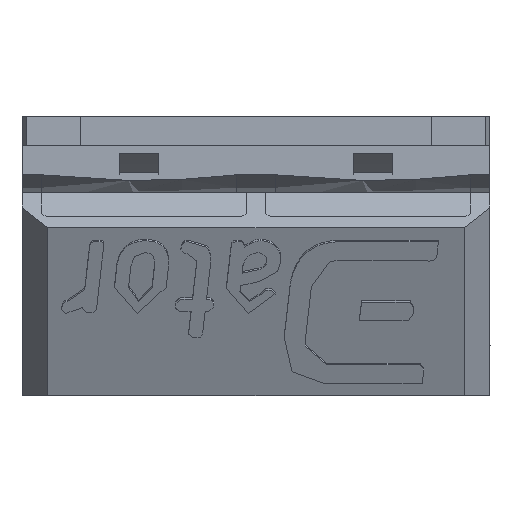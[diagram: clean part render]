
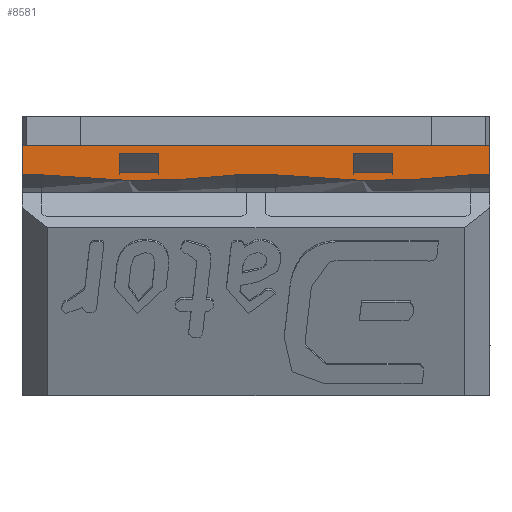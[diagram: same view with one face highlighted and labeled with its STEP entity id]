
A CAD part, front view. The second image highlights one B-rep face of the part: STEP entity #8581.
In plain terms, the highlighted planar face has unit normal (0, -1, 0).
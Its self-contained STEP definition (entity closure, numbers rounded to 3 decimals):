
#232=B_SPLINE_CURVE_WITH_KNOTS('',3,(#13162,#13163,#13164,#13165,#13166,
#13167,#13168,#13169,#13170,#13171),.UNSPECIFIED.,.F.,.F.,(4,2,2,2,4),(28.772,
28.819,29.737,30.655,30.702),
 .UNSPECIFIED.);
#234=B_SPLINE_CURVE_WITH_KNOTS('',3,(#13196,#13197,#13198,#13199,#13200,
#13201,#13202,#13203,#13204,#13205),.UNSPECIFIED.,.F.,.F.,(4,2,2,2,4),(28.772,
28.819,29.737,30.655,30.702),
 .UNSPECIFIED.);
#455=FACE_BOUND('',#1323,.T.);
#456=FACE_BOUND('',#1324,.T.);
#838=FACE_OUTER_BOUND('',#1322,.T.);
#1322=EDGE_LOOP('',(#6620,#6621,#6622,#6623,#6624,#6625,#6626,#6627));
#1323=EDGE_LOOP('',(#6628,#6629,#6630,#6631));
#1324=EDGE_LOOP('',(#6632,#6633,#6634,#6635));
#1987=LINE('',#13114,#2873);
#1989=LINE('',#13120,#2875);
#1992=LINE('',#13127,#2878);
#1994=LINE('',#13131,#2880);
#1996=LINE('',#13139,#2882);
#1998=LINE('',#13144,#2884);
#2001=LINE('',#13152,#2887);
#2003=LINE('',#13156,#2889);
#2004=LINE('',#13190,#2890);
#2070=LINE('',#13913,#2956);
#2099=LINE('',#13977,#2985);
#2100=LINE('',#13979,#2986);
#2101=LINE('',#13981,#2987);
#2102=LINE('',#13982,#2988);
#2873=VECTOR('',#10352,1000.);
#2875=VECTOR('',#10360,1000.);
#2878=VECTOR('',#10365,1000.);
#2880=VECTOR('',#10371,1000.);
#2882=VECTOR('',#10377,1000.);
#2884=VECTOR('',#10383,1000.);
#2887=VECTOR('',#10390,1000.);
#2889=VECTOR('',#10396,1000.);
#2890=VECTOR('',#10405,10.);
#2956=VECTOR('',#10611,10.);
#2985=VECTOR('',#10664,1000.);
#2986=VECTOR('',#10665,1000.);
#2987=VECTOR('',#10666,1000.);
#2988=VECTOR('',#10667,10.);
#3787=VERTEX_POINT('',#13111);
#3788=VERTEX_POINT('',#13113);
#3789=VERTEX_POINT('',#13118);
#3792=VERTEX_POINT('',#13126);
#3795=VERTEX_POINT('',#13136);
#3796=VERTEX_POINT('',#13138);
#3797=VERTEX_POINT('',#13143);
#3800=VERTEX_POINT('',#13151);
#3801=VERTEX_POINT('',#13158);
#3803=VERTEX_POINT('',#13161);
#3805=VERTEX_POINT('',#13189);
#3807=VERTEX_POINT('',#13195);
#3938=VERTEX_POINT('',#13910);
#3958=VERTEX_POINT('',#13976);
#3959=VERTEX_POINT('',#13978);
#3960=VERTEX_POINT('',#13980);
#4765=EDGE_CURVE('',#3787,#3788,#1987,.T.);
#4769=EDGE_CURVE('',#3788,#3789,#1989,.T.);
#4772=EDGE_CURVE('',#3789,#3792,#1992,.T.);
#4775=EDGE_CURVE('',#3792,#3787,#1994,.T.);
#4778=EDGE_CURVE('',#3795,#3796,#1996,.T.);
#4781=EDGE_CURVE('',#3796,#3797,#1998,.T.);
#4785=EDGE_CURVE('',#3797,#3800,#2001,.T.);
#4788=EDGE_CURVE('',#3800,#3795,#2003,.T.);
#4790=EDGE_CURVE('',#3803,#3801,#232,.T.);
#4793=EDGE_CURVE('',#3805,#3803,#2004,.T.);
#4796=EDGE_CURVE('',#3807,#3805,#234,.T.);
#4941=EDGE_CURVE('',#3801,#3938,#2070,.T.);
#4974=EDGE_CURVE('',#3958,#3938,#2099,.T.);
#4975=EDGE_CURVE('',#3958,#3959,#2100,.T.);
#4976=EDGE_CURVE('',#3959,#3960,#2101,.T.);
#4977=EDGE_CURVE('',#3960,#3807,#2102,.T.);
#6620=ORIENTED_EDGE('',*,*,#4793,.T.);
#6621=ORIENTED_EDGE('',*,*,#4790,.T.);
#6622=ORIENTED_EDGE('',*,*,#4941,.T.);
#6623=ORIENTED_EDGE('',*,*,#4974,.F.);
#6624=ORIENTED_EDGE('',*,*,#4975,.T.);
#6625=ORIENTED_EDGE('',*,*,#4976,.T.);
#6626=ORIENTED_EDGE('',*,*,#4977,.T.);
#6627=ORIENTED_EDGE('',*,*,#4796,.T.);
#6628=ORIENTED_EDGE('',*,*,#4788,.F.);
#6629=ORIENTED_EDGE('',*,*,#4785,.F.);
#6630=ORIENTED_EDGE('',*,*,#4781,.F.);
#6631=ORIENTED_EDGE('',*,*,#4778,.F.);
#6632=ORIENTED_EDGE('',*,*,#4775,.F.);
#6633=ORIENTED_EDGE('',*,*,#4772,.F.);
#6634=ORIENTED_EDGE('',*,*,#4769,.F.);
#6635=ORIENTED_EDGE('',*,*,#4765,.F.);
#8260=PLANE('',#9192);
#8581=ADVANCED_FACE('',(#838,#455,#456),#8260,.T.);
#9192=AXIS2_PLACEMENT_3D('',#13975,#10662,#10663);
#10352=DIRECTION('',(0.,0.,1.));
#10360=DIRECTION('',(-1.,0.,0.));
#10365=DIRECTION('',(0.,0.,-1.));
#10371=DIRECTION('',(1.,0.,0.));
#10377=DIRECTION('',(0.,0.,1.));
#10383=DIRECTION('',(-1.,0.,0.));
#10390=DIRECTION('',(0.,0.,-1.));
#10396=DIRECTION('',(1.,0.,0.));
#10405=DIRECTION('',(1.,0.,0.));
#10611=DIRECTION('',(1.,0.,0.));
#10662=DIRECTION('center_axis',(0.,-1.,0.));
#10663=DIRECTION('ref_axis',(0.,0.,
1.));
#10664=DIRECTION('',(0.,0.,-1.));
#10665=DIRECTION('',(-1.,0.,0.));
#10666=DIRECTION('',(0.,0.,-1.));
#10667=DIRECTION('',(1.,0.,0.));
#13111=CARTESIAN_POINT('',(-16.666,41.564,47.318));
#13113=CARTESIAN_POINT('',(-16.666,41.564,49.318));
#13114=CARTESIAN_POINT('',(-16.666,41.564,47.318));
#13118=CARTESIAN_POINT('',(-20.666,41.564,49.318));
#13120=CARTESIAN_POINT('',(-16.666,41.564,49.318));
#13126=CARTESIAN_POINT('',(-20.666,41.564,47.318));
#13127=CARTESIAN_POINT('',(-20.666,41.564,49.318));
#13131=CARTESIAN_POINT('',(-20.666,41.564,47.318));
#13136=CARTESIAN_POINT('',(7.334,41.564,47.318));
#13138=CARTESIAN_POINT('',(7.334,41.564,49.318));
#13139=CARTESIAN_POINT('',(7.334,41.564,47.318));
#13143=CARTESIAN_POINT('',(3.334,41.564,49.318));
#13144=CARTESIAN_POINT('',(7.334,41.564,49.318));
#13151=CARTESIAN_POINT('',(3.334,41.564,47.318));
#13152=CARTESIAN_POINT('',(3.334,41.564,49.318));
#13156=CARTESIAN_POINT('',(3.334,41.564,47.318));
#13158=CARTESIAN_POINT('',(15.334,41.564,47.107));
#13161=CARTESIAN_POINT('',(-4.666,41.564,47.107));
#13162=CARTESIAN_POINT('Ctrl Pts',(-4.666,41.564,47.107));
#13163=CARTESIAN_POINT('Ctrl Pts',(-4.5,41.564,47.088));
#13164=CARTESIAN_POINT('Ctrl Pts',(-4.334,41.564,47.069));
#13165=CARTESIAN_POINT('Ctrl Pts',(-0.923,41.564,46.693));
#13166=CARTESIAN_POINT('Ctrl Pts',(2.273,41.564,46.523));
#13167=CARTESIAN_POINT('Ctrl Pts',(8.394,41.564,46.523));
#13168=CARTESIAN_POINT('Ctrl Pts',(11.59,41.564,46.693));
#13169=CARTESIAN_POINT('Ctrl Pts',(15.001,41.564,47.069));
#13170=CARTESIAN_POINT('Ctrl Pts',(15.167,41.564,47.088));
#13171=CARTESIAN_POINT('Ctrl Pts',(15.334,41.564,47.107));
#13189=CARTESIAN_POINT('',(-8.666,41.564,47.107));
#13190=CARTESIAN_POINT('',(17.331,41.564,47.107));
#13195=CARTESIAN_POINT('',(-28.666,41.564,47.107));
#13196=CARTESIAN_POINT('Ctrl Pts',(-28.666,41.564,47.107));
#13197=CARTESIAN_POINT('Ctrl Pts',(-28.5,41.564,47.088));
#13198=CARTESIAN_POINT('Ctrl Pts',(-28.334,41.564,47.069));
#13199=CARTESIAN_POINT('Ctrl Pts',(-24.923,41.564,46.693));
#13200=CARTESIAN_POINT('Ctrl Pts',(-21.727,41.564,46.523));
#13201=CARTESIAN_POINT('Ctrl Pts',(-15.606,41.564,46.523));
#13202=CARTESIAN_POINT('Ctrl Pts',(-12.41,41.564,46.693));
#13203=CARTESIAN_POINT('Ctrl Pts',(-8.999,41.564,47.069));
#13204=CARTESIAN_POINT('Ctrl Pts',(-8.833,41.564,47.088));
#13205=CARTESIAN_POINT('Ctrl Pts',(-8.666,41.564,47.107));
#13910=CARTESIAN_POINT('',(17.331,41.564,47.107));
#13913=CARTESIAN_POINT('',(17.331,41.564,47.107));
#13975=CARTESIAN_POINT('Origin',(18.334,41.564,47.851));
#13976=CARTESIAN_POINT('',(17.331,41.564,50.114));
#13977=CARTESIAN_POINT('',(17.331,41.564,44.015));
#13978=CARTESIAN_POINT('',(-30.663,41.564,50.114));
#13979=CARTESIAN_POINT('',(5.834,41.564,50.114));
#13980=CARTESIAN_POINT('',(-30.663,41.564,47.107));
#13981=CARTESIAN_POINT('',(-30.663,41.564,44.015));
#13982=CARTESIAN_POINT('',(17.331,41.564,47.107));
